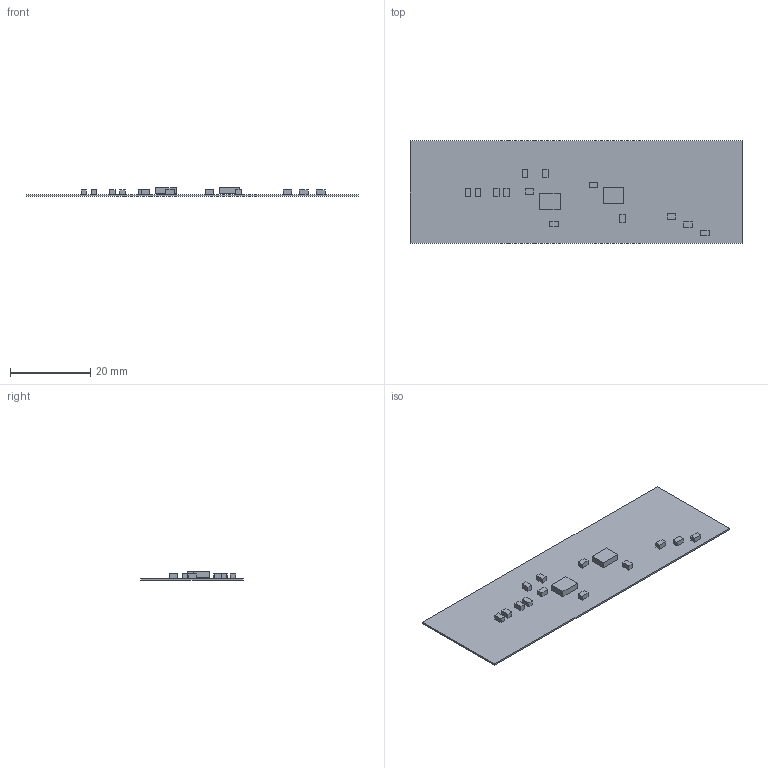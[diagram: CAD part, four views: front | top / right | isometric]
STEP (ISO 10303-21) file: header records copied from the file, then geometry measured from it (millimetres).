
FILE_DESCRIPTION(('Open CASCADE Model'),'2;1');
FILE_NAME('Open CASCADE Shape Model','2012-06-09T05:08:04',('Author'),( 'Open CASCADE'),'Open CASCADE STEP processor 6.2','Open CASCADE 6.2' ,'Unknown');
FILE_SCHEMA(('AUTOMOTIVE_DESIGN { 1 0 10303 214 1 1 1 1 }'));
Length unit declared in the file: millimetre
Products named in the file (29): PCB; Board; C1; 407985696; Extruded; C2; 407985824; C3; C4; C5; C6; 407985568; C7; C8; C9; CL; CP1; 407988128; CP2; CP3; OP1; 407988256; OP2; 407985952
Assembly tree (37 placements, depth 4):
  PCB
    Board
    C1
      407985696
        Extruded
    C2
      407985824
        Extruded
    C3
      407985696
        Extruded
    C4
      407985824
        Extruded
    C5
      407985824
        Extruded
    C6
      407985568
        Extruded
    C7
      407985696
        Extruded
    C8
      407985696
        Extruded
    C9
      407985568
        Extruded
    CL
      407985696
        Extruded
    CP1
      407988128
        Extruded
    CP2
      407988128
        Extruded
    CP3
      407988128
        Extruded
    OP1
      407988256
        Extruded
    OP2
      407985952
        Extruded
Bounding box: 82.55 x 25.4 x 2.17 mm (x, y, z)
Volume: 982.1 mm3; surface area: 4607.1 mm2
Topology: 16 solids, 16 shells, 96 faces, 192 edges, 128 vertices
Faces by surface type: plane 96
Entity records: 2806 total; most frequent: DIRECTION 412, CARTESIAN_POINT 388, LINE 252, VECTOR 252, ORIENTED_EDGE 168, PCURVE 168, DEFINITIONAL_REPRESENTATION 168, EDGE_CURVE 84
